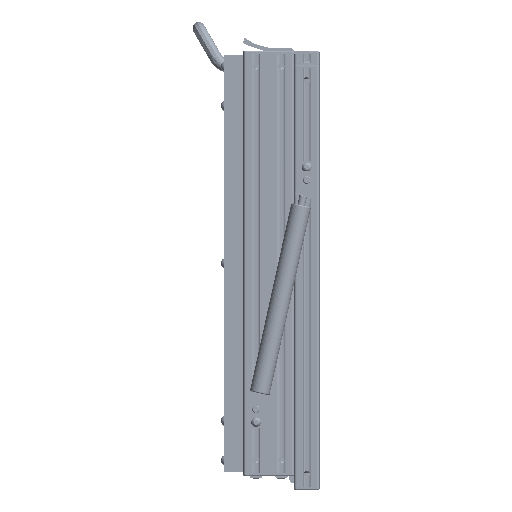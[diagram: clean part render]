
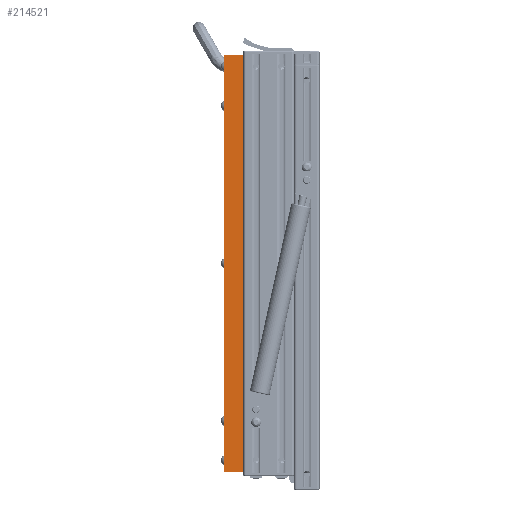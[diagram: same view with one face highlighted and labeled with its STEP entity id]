
A CAD part, left-side view. The second image highlights one B-rep face of the part: STEP entity #214521.
In plain terms, the highlighted planar face has unit normal (-1, 0, 0).
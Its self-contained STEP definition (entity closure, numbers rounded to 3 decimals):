
#2785 = CARTESIAN_POINT ( 'NONE',  ( -199., 75., 169.466 ) ) ;
#8877 = VERTEX_POINT ( 'NONE', #141551 ) ;
#10275 = VECTOR ( 'NONE', #34567, 1000. ) ;
#12358 = CARTESIAN_POINT ( 'NONE',  ( -199., 75., 169.466 ) ) ;
#15616 = LINE ( 'NONE', #58202, #212097 ) ;
#17802 = FACE_OUTER_BOUND ( 'NONE', #238995, .T. ) ;
#25983 = CARTESIAN_POINT ( 'NONE',  ( -199., 75., -158.534 ) ) ;
#27332 = ORIENTED_EDGE ( 'NONE', *, *, #246035, .T. ) ;
#30890 = EDGE_CURVE ( 'NONE', #214443, #8877, #210917, .T. ) ;
#34567 = DIRECTION ( 'NONE',  ( 0., -1., 0. ) ) ;
#40824 = PLANE ( 'NONE',  #218930 ) ;
#49088 = CARTESIAN_POINT ( 'NONE',  ( -199., 75., -158.534 ) ) ;
#58202 = CARTESIAN_POINT ( 'NONE',  ( -199., 60., 169.466 ) ) ;
#68645 = DIRECTION ( 'NONE',  ( 1., 0., 0. ) ) ;
#70197 = CARTESIAN_POINT ( 'NONE',  ( -199., 60., 169.466 ) ) ;
#105429 = VERTEX_POINT ( 'NONE', #70197 ) ;
#120929 = VECTOR ( 'NONE', #197212, 1000. ) ;
#123457 = LINE ( 'NONE', #12358, #10275 ) ;
#126157 = VERTEX_POINT ( 'NONE', #130209 ) ;
#129156 = LINE ( 'NONE', #2785, #239234 ) ;
#130209 = CARTESIAN_POINT ( 'NONE',  ( -199., 75., 169.466 ) ) ;
#137437 = ORIENTED_EDGE ( 'NONE', *, *, #259353, .F. ) ;
#141551 = CARTESIAN_POINT ( 'NONE',  ( -199., 60., -158.534 ) ) ;
#142016 = EDGE_CURVE ( 'NONE', #126157, #105429, #123457, .T. ) ;
#196332 = CARTESIAN_POINT ( 'NONE',  ( -199., 75., 169.466 ) ) ;
#196369 = DIRECTION ( 'NONE',  ( 0., 0., 1. ) ) ;
#197212 = DIRECTION ( 'NONE',  ( 0., -1., 0. ) ) ;
#205718 = ORIENTED_EDGE ( 'NONE', *, *, #142016, .F. ) ;
#207266 = DIRECTION ( 'NONE',  ( 0., 0., 1. ) ) ;
#210917 = LINE ( 'NONE', #49088, #120929 ) ;
#212097 = VECTOR ( 'NONE', #207266, 1000. ) ;
#214443 = VERTEX_POINT ( 'NONE', #25983 ) ;
#214521 = ADVANCED_FACE ( 'NONE', ( #17802 ), #40824, .F. ) ;
#217760 = DIRECTION ( 'NONE',  ( 0., 0., -1. ) ) ;
#218930 = AXIS2_PLACEMENT_3D ( 'NONE', #196332, #68645, #217760 ) ;
#238995 = EDGE_LOOP ( 'NONE', ( #27332, #205718, #137437, #272417 ) ) ;
#239234 = VECTOR ( 'NONE', #196369, 1000. ) ;
#246035 = EDGE_CURVE ( 'NONE', #8877, #105429, #15616, .T. ) ;
#259353 = EDGE_CURVE ( 'NONE', #214443, #126157, #129156, .T. ) ;
#272417 = ORIENTED_EDGE ( 'NONE', *, *, #30890, .T. ) ;
